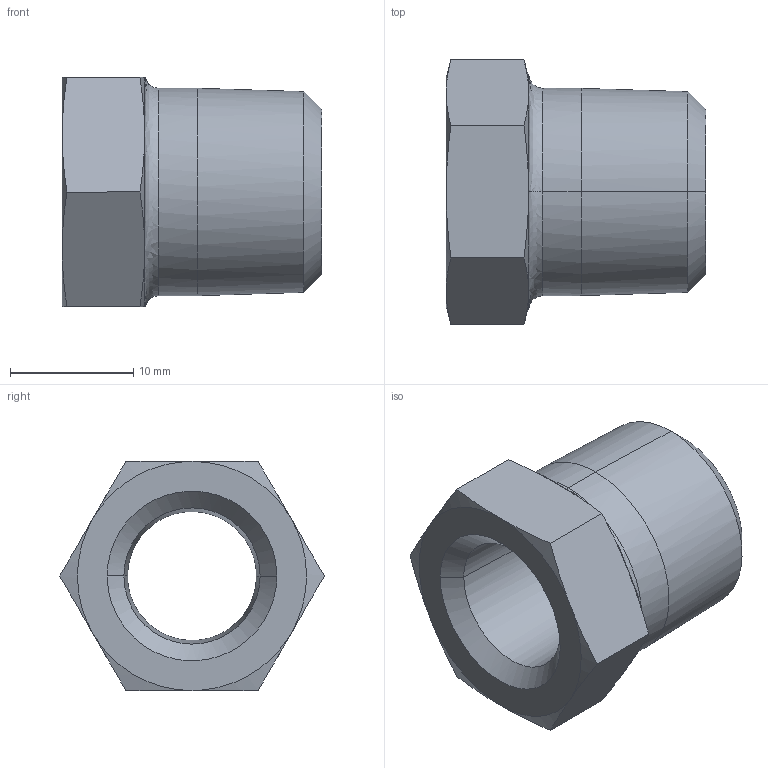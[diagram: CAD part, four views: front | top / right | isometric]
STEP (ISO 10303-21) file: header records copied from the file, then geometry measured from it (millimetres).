
FILE_DESCRIPTION(('FreeCAD Model'),'2;1');
FILE_NAME('Open CASCADE Shape Model','2025-05-03T08:48:21',('FreeCAD'),( 'FreeCAD'),'Open CASCADE STEP processor 7.6','FreeCAD','Unknown');
FILE_SCHEMA(('AUTOMOTIVE_DESIGN { 1 0 10303 214 1 1 1 1 }'));
Length unit declared in the file: millimetre
Products named in the file (1): Open CASCADE STEP translator 7.6 1
Bounding box: 21.07 x 21.47 x 18.59 mm (x, y, z)
Volume: 3167.2 mm3; surface area: 2187.4 mm2
Topology: 1 solids, 1 shells, 48 faces, 105 edges, 58 vertices
Faces by surface type: bspline 48
Entity records: 1508 total; most frequent: CARTESIAN_POINT 889, ORIENTED_EDGE 208, EDGE_CURVE 104, B_SPLINE_CURVE_WITH_KNOTS 64, VERTEX_POINT 58, FACE_BOUND 50, EDGE_LOOP 50, ADVANCED_FACE 48
